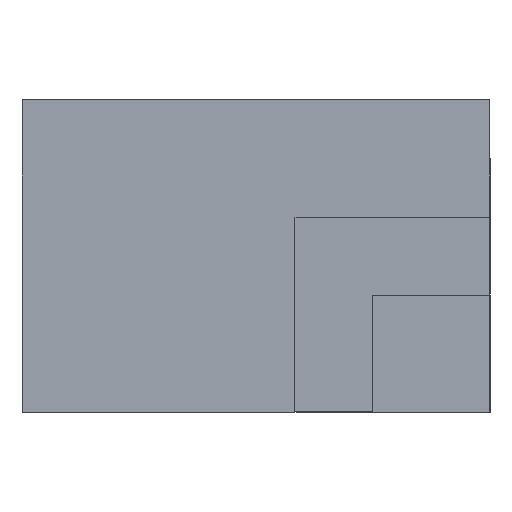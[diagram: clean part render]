
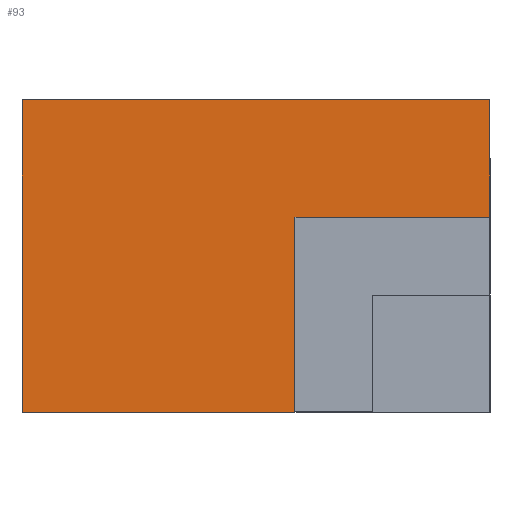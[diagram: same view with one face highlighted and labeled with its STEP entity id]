
A CAD part, left-side view. The second image highlights one B-rep face of the part: STEP entity #93.
In plain terms, the highlighted planar face has unit normal (-1, 0, 0).
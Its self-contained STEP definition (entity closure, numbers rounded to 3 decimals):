
#93=ADVANCED_FACE('',(#2924),#2926,.F.);
#2924=FACE_BOUND('',#2925,.T.);
#2925=EDGE_LOOP('',(#7118,#7119,#7120,#7121,#7122,#7123));
#2926=PLANE('',#2927);
#2927=AXIS2_PLACEMENT_3D('',#2928,#2929,#2930);
#2928=CARTESIAN_POINT('',(-4.,-3.,2.));
#2929=DIRECTION('',(1.,0.,0.));
#2930=DIRECTION('',(0.,0.,-1.));
#7118=ORIENTED_EDGE('',*,*,#8781,.F.);
#7119=ORIENTED_EDGE('',*,*,#8561,.F.);
#7120=ORIENTED_EDGE('',*,*,#8782,.T.);
#7121=ORIENTED_EDGE('',*,*,#8783,.T.);
#7122=ORIENTED_EDGE('',*,*,#8784,.F.);
#7123=ORIENTED_EDGE('',*,*,#8785,.F.);
#8561=EDGE_CURVE('',#9412,#9408,#9414,.T.);
#8781=EDGE_CURVE('',#9408,#9850,#9851,.T.);
#8782=EDGE_CURVE('',#9412,#9852,#9853,.T.);
#8783=EDGE_CURVE('',#9852,#9854,#9855,.T.);
#8784=EDGE_CURVE('',#9856,#9854,#9857,.T.);
#8785=EDGE_CURVE('',#9850,#9856,#9858,.T.);
#9408=VERTEX_POINT('',#10829);
#9412=VERTEX_POINT('',#10837);
#9414=LINE('',#10841,#10842);
#9850=VERTEX_POINT('',#13551);
#9851=LINE('',#13552,#13553);
#9852=VERTEX_POINT('',#13555);
#9853=LINE('',#13556,#13557);
#9854=VERTEX_POINT('',#13559);
#9855=LINE('',#13560,#13561);
#9856=VERTEX_POINT('',#13563);
#9857=LINE('',#13564,#13565);
#9858=LINE('',#13567,#13568);
#10829=CARTESIAN_POINT('',(-4.,-3.,2.));
#10837=CARTESIAN_POINT('',(-4.,3.,2.));
#10841=CARTESIAN_POINT('',(-4.,3.,2.));
#10842=VECTOR('',#10843,1.);
#10843=DIRECTION('',(0.,-1.,0.));
#13551=CARTESIAN_POINT('',(-4.,-3.,0.5));
#13552=CARTESIAN_POINT('',(-4.,-3.,2.));
#13553=VECTOR('',#13554,1.);
#13554=DIRECTION('',(0.,0.,-1.));
#13555=CARTESIAN_POINT('',(-4.,3.,-2.));
#13556=CARTESIAN_POINT('',(-4.,3.,2.));
#13557=VECTOR('',#13558,1.);
#13558=DIRECTION('',(0.,0.,-1.));
#13559=CARTESIAN_POINT('',(-4.,-0.5,-2.));
#13560=CARTESIAN_POINT('',(-4.,3.,-2.));
#13561=VECTOR('',#13562,1.);
#13562=DIRECTION('',(0.,-1.,0.));
#13563=CARTESIAN_POINT('',(-4.,-0.5,0.5));
#13564=CARTESIAN_POINT('',(-4.,-0.5,0.5));
#13565=VECTOR('',#13566,1.);
#13566=DIRECTION('',(0.,0.,-1.));
#13567=CARTESIAN_POINT('',(-4.,-3.,0.5));
#13568=VECTOR('',#13569,1.);
#13569=DIRECTION('',(0.,1.,0.));
